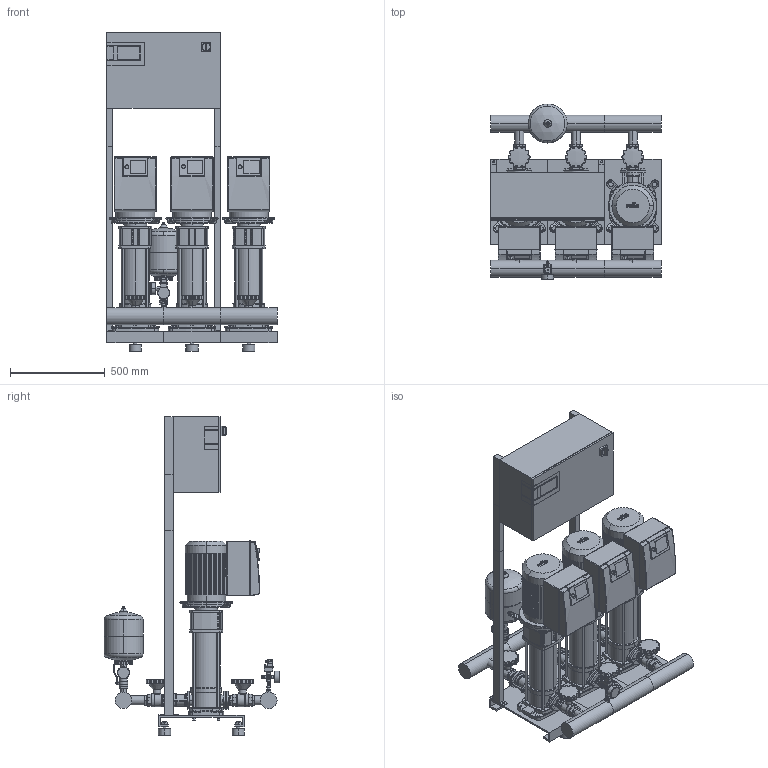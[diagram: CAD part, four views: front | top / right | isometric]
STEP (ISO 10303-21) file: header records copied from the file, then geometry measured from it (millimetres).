
FILE_DESCRIPTION((''),'2;1');
FILE_NAME('3d_COR-3HELIXVE1006_K_CCE-01-2535973.stp','2015-10-02T14:58:37',(''),(''),'Mechanical Desktop 2009','Mechanical Desktop 2009',', , ');
FILE_SCHEMA(('CONFIG_CONTROL_DESIGN'));
Length unit declared in the file: millimetre
Products named in the file (1): Product
Bounding box: 900 x 930 x 1685 mm (x, y, z)
Volume: 201016872.6 mm3; surface area: 9957170.4 mm2
Topology: 182 solids, 182 shells, 4762 faces, 12071 edges, 7844 vertices
Faces by surface type: plane 1650, cylinder 1407, bspline 1312, cone 183, torus 146, sphere 64
Entity records: 156524 total; most frequent: CARTESIAN_POINT 43135, ORIENTED_EDGE 24030, DIRECTION 22428, EDGE_CURVE 12015, VERTEX_POINT 7837, AXIS2_PLACEMENT_3D 7646, VECTOR 7136, LINE 7136
